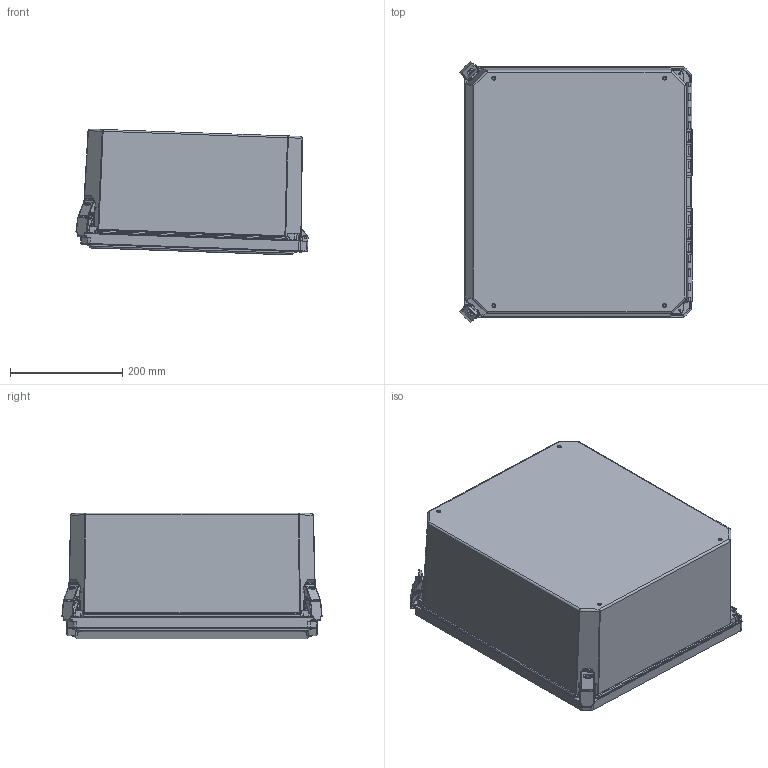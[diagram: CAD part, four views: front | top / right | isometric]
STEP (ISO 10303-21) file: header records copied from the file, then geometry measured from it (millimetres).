
FILE_DESCRIPTION (( 'STEP AP214' ), '1' );
FILE_NAME ('FR161408HPL.STEP', '2021-10-07T15:32:53', ( '' ), ( '' ), 'SwSTEP 2.0', 'SolidWorks 2021', '' );
FILE_SCHEMA (( 'AUTOMOTIVE_DESIGN' ));
Length unit declared in the file: inch
Products named in the file (1): FR161408HPL
Bounding box: 413.82 x 463.62 x 224.54 mm (x, y, z)
Volume: 3026577.2 mm3; surface area: 1449143.5 mm2
Topology: 29 solids, 29 shells, 2484 faces, 6307 edges, 3816 vertices
Faces by surface type: cylinder 1060, plane 803, bspline 350, torus 181, cone 60, sphere 30
Entity records: 97689 total; most frequent: CARTESIAN_POINT 41860, ORIENTED_EDGE 12454, DIRECTION 10209, EDGE_CURVE 6227, VERTEX_POINT 3812, AXIS2_PLACEMENT_3D 3593, LINE 3023, VECTOR 3023
